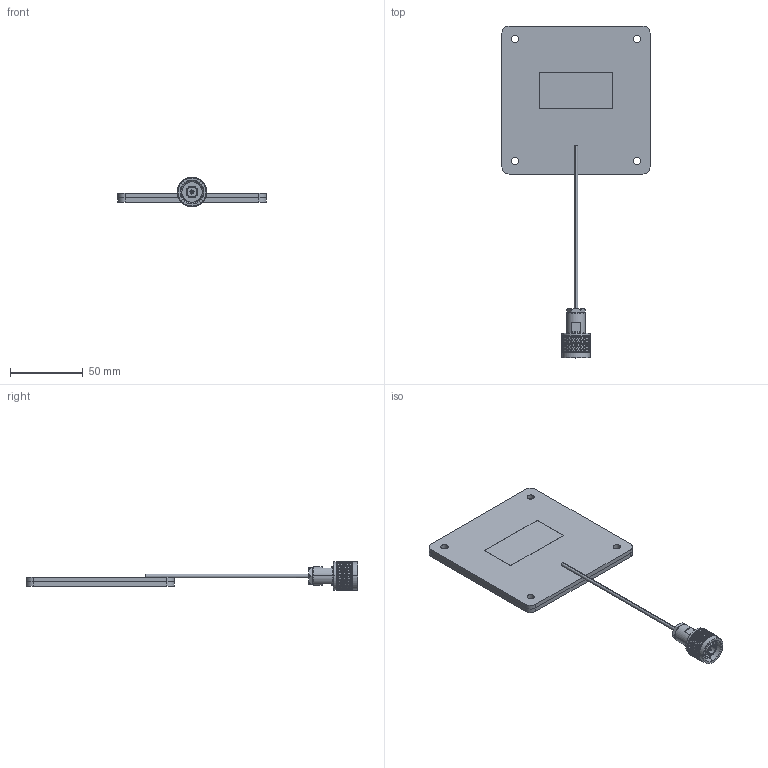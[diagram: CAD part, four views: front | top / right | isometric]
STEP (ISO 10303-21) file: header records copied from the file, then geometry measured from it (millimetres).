
FILE_DESCRIPTION (( 'STEP AP214' ), '1' );
FILE_NAME ('fmANFP1064_3D.step', '2023-02-01T18:03:35', ( '' ), ( '' ), 'SwSTEP 2.0', 'SolidWorks 2022', '' );
FILE_SCHEMA (( 'AUTOMOTIVE_DESIGN' ));
Length unit declared in the file: inch
Products named in the file (3): PE4224_CRIMPED; FMANFP1064_Base Model; fmANFP1064_3D
Assembly tree (2 placements, depth 2):
  fmANFP1064_3D
    FMANFP1064_Base Model
    PE4224_CRIMPED
Bounding box: 102 x 228.69 x 20.32 mm (x, y, z)
Volume: 67921.3 mm3; surface area: 48768.8 mm2
Topology: 3 solids, 3 shells, 2456 faces, 5322 edges, 2883 vertices
Faces by surface type: bspline 1795, cylinder 570, plane 57, cone 24, torus 10
Entity records: 94803 total; most frequent: CARTESIAN_POINT 61470, ORIENTED_EDGE 10644, EDGE_CURVE 5322, VERTEX_POINT 2883, EDGE_LOOP 2483, ADVANCED_FACE 2456, FACE_OUTER_BOUND 2456, DIRECTION 2293
